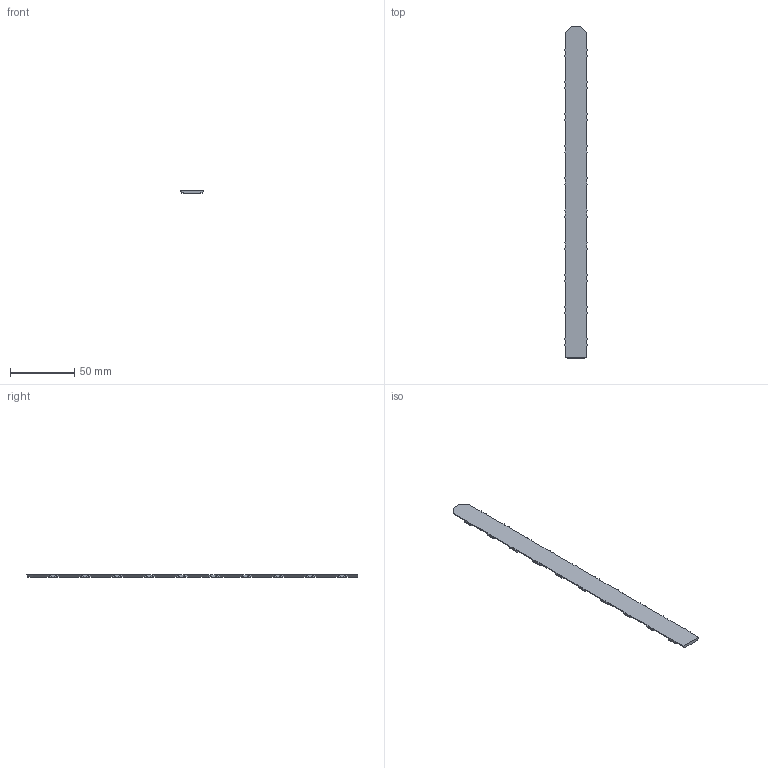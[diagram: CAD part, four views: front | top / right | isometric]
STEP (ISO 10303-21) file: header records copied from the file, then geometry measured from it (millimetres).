
FILE_DESCRIPTION(/* description */ (''),/* implementation_level */ '2;1');
FILE_NAME(/* name */ 'Component Bin Modifiers.step',/* time_stamp */ '2024-08-26T17:37:37-04:00',/* author */ (''),/* organization */ (''),/* preprocessor_version */ 'ST-DEVELOPER v20',/* originating_system */ 'Autodesk Translation Framework v13.14.0.145',/* authorisation */ '');
FILE_SCHEMA (('AUTOMOTIVE_DESIGN { 1 0 10303 214 3 1 1 }'));
Length unit declared in the file: millimetre
Products named in the file (1): MultiRail Bin
Bounding box: 18.6 x 258.5 x 2.3 mm (x, y, z)
Volume: 9028.3 mm3; surface area: 9731.1 mm2
Topology: 1 solids, 1 shells, 266 faces, 778 edges, 515 vertices
Faces by surface type: plane 264, cone 2
Entity records: 8654 total; most frequent: CARTESIAN_POINT 1568, ORIENTED_EDGE 1556, DIRECTION 1312, EDGE_CURVE 778, LINE 770, VECTOR 770, VERTEX_POINT 515, AXIS2_PLACEMENT_3D 271
